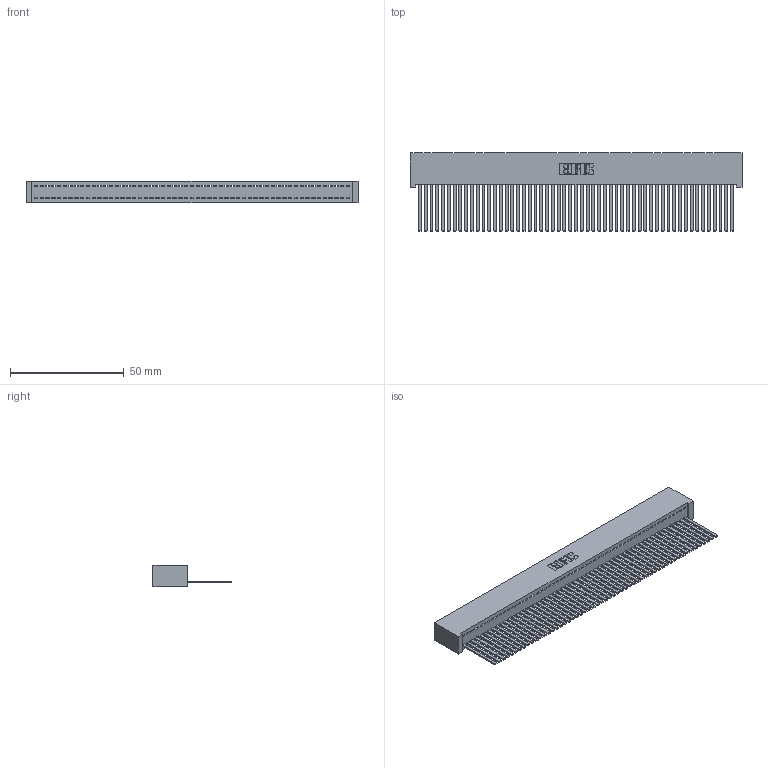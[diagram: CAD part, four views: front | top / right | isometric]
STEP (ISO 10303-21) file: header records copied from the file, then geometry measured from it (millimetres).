
FILE_DESCRIPTION (( 'STEP AP203' ), '1' );
FILE_NAME ('392-055-544-101.STEP', '2018-08-17T11:25:41', ( '' ), ( '' ), 'SwSTEP 2.0', 'SolidWorks 2016', '' );
FILE_SCHEMA (( 'CONFIG_CONTROL_DESIGN' ));
Length unit declared in the file: inch
Products named in the file (3): 342 Part_Lugless; 345-292-001_345-293-144; 392-055-544-101
Assembly tree (56 placements, depth 2):
  392-055-544-101
    342 Part_Lugless
    345-292-001_345-293-144  x55
Bounding box: 145.95 x 34.3 x 9.4 mm (x, y, z)
Volume: 13890.6 mm3; surface area: 22776.6 mm2
Topology: 56 solids, 56 shells, 2962 faces, 8965 edges, 5902 vertices
Faces by surface type: plane 2152, cylinder 810
Entity records: 31349 total; most frequent: CARTESIAN_POINT 5411, ORIENTED_EDGE 5402, DIRECTION 4527, EDGE_CURVE 2701, VECTOR 2585, LINE 2585, VERTEX_POINT 1798, AXIS2_PLACEMENT_3D 971
